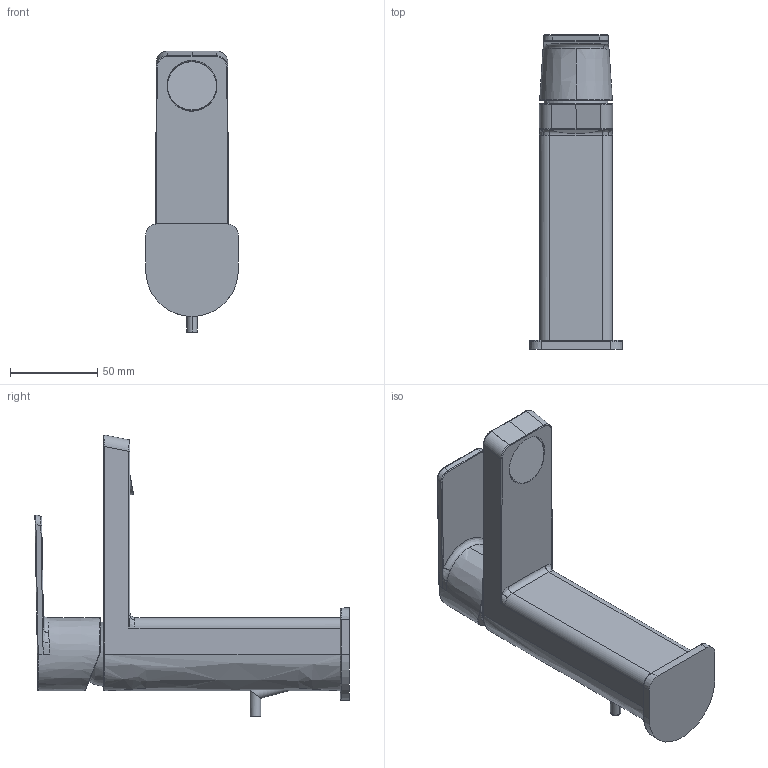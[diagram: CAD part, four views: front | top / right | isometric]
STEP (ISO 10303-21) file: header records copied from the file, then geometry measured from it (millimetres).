
FILE_DESCRIPTION (( 'STEP AP203' ), '1' );
FILE_NAME ('571822730004(2022)+571822730005(2022).STEP', '2022-02-18T09:17:13', ( '' ), ( '' ), 'SwSTEP 2.0', 'SolidWorks 2016', '' );
FILE_SCHEMA (( 'CONFIG_CONTROL_DESIGN' ));
Length unit declared in the file: millimetre
Products named in the file (1): 571822730004(2022)+571822730005(2022)
Bounding box: 53.17 x 180.49 x 161.98 mm (x, y, z)
Volume: 355224 mm3; surface area: 58415.6 mm2
Topology: 6 solids, 6 shells, 131 faces, 302 edges, 185 vertices
Faces by surface type: bspline 60, cylinder 34, plane 27, cone 8, torus 2
Entity records: 8709 total; most frequent: CARTESIAN_POINT 6110, ORIENTED_EDGE 598, DIRECTION 402, EDGE_CURVE 299, VERTEX_POINT 185, AXIS2_PLACEMENT_3D 153, EDGE_LOOP 136, ADVANCED_FACE 131
